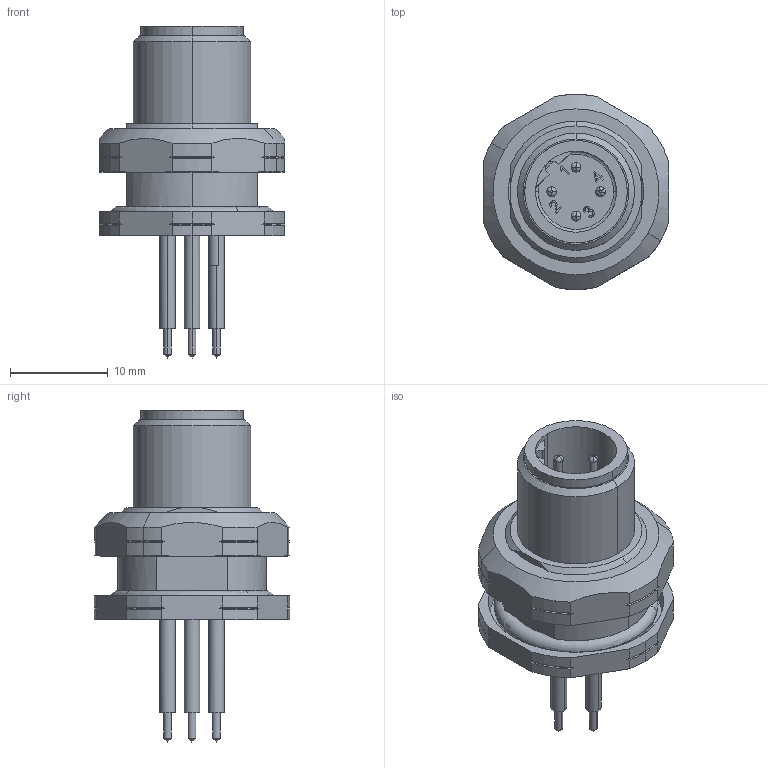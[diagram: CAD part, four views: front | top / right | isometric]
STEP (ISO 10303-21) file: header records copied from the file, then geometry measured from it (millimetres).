
FILE_DESCRIPTION(('CATIA V5 STEP Exchange','CAx-IF Rec.Pracs.--- Model Styling and Organization---1.4--- 2014-01-23'),'2;1');
FILE_NAME ('030239-2_0_2421730000_2421730000.stp','2021-01-05T10:29:34+00:00',('none'),('Weidmueller'),'CATIA Version 5-6 Release 2016 SP3 HF44','CATIA V5 STEP AP214','none');
FILE_SCHEMA(('AUTOMOTIVE_DESIGN { 1 0 10303 214 1 1 1 1 }'));
Length unit declared in the file: millimetre
Products named in the file (1): 2421730000
Bounding box: 19 x 20 x 34 mm (x, y, z)
Volume: 3074.5 mm3; surface area: 4024.1 mm2
Topology: 12 solids, 12 shells, 407 faces, 1111 edges, 739 vertices
Faces by surface type: plane 107, cylinder 101, cone 76, extrusion 60, bspline 55, torus 8
Entity records: 14594 total; most frequent: CARTESIAN_POINT 5590, ORIENTED_EDGE 2202, DIRECTION 1190, EDGE_CURVE 1101, VERTEX_POINT 739, B_SPLINE_CURVE_WITH_KNOTS 520, AXIS2_PLACEMENT_3D 478, VECTOR 450
